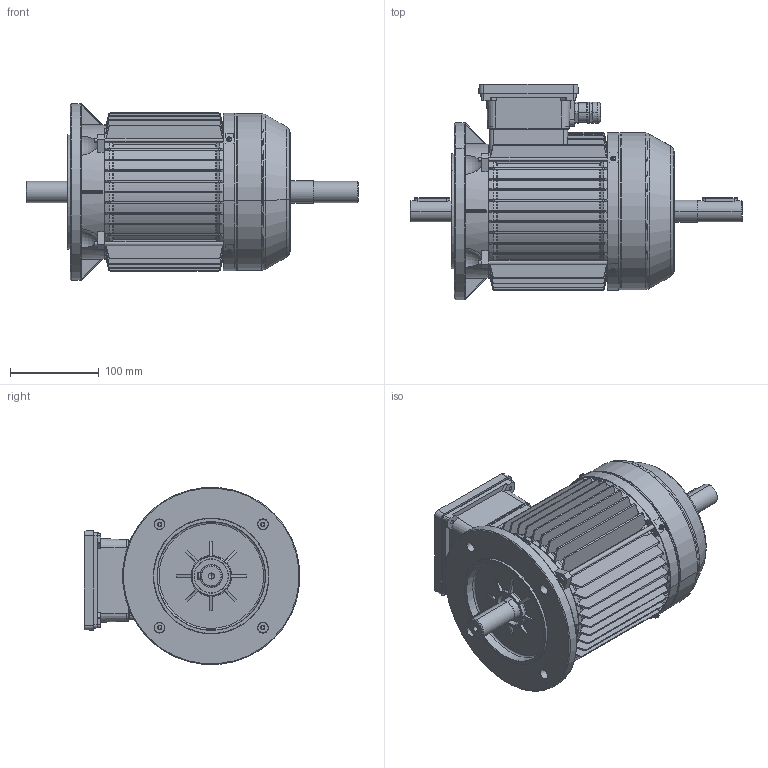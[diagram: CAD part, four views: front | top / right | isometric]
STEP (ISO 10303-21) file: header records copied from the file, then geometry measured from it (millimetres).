
FILE_DESCRIPTION (( 'STEP AP214' ), '1' );
FILE_NAME ('FCA 90S-B5-IC411-2-4-6-8 POLES-DOUBLE SHAFT.STEP', '2024-10-09T11:49:23', ( '' ), ( '' ), 'SwSTEP 2.0', 'SolidWorks 2024', '' );
FILE_SCHEMA (( 'AUTOMOTIVE_DESIGN' ));
Length unit declared in the file: millimetre
Products named in the file (16): Coperchio scatola morsetti 90; Guarnizione scatola-coperchio 90; Ventola 90; pan head cross recess screw_iso_ISO 7045 - M3 x 10 - Z --- 10C; Targhetta motore_LAMIERA ALLUMINIO; Albero C-FC90S; Scudo C90 Ant. e Post.; Carcassa FC90S-B5; Guarnizione scatola-motore 90; PRESSACAVO M20; FCA 90S-B5-IC411-2-4-6-8 POLES-DOUBLE SHAFT; Coprimorsettiera 90_STANDARD DEFINITIVO-1 FORO CENTRALE M20; Copriventola 90; parallel_din_Parallel key A8 x 7 x 40 DIN 6885; Tirante 90S - B14_90L B5; Flangia FC90 B3B5_Cuscinetto_6205
Assembly tree (23 placements, depth 2):
  FCA 90S-B5-IC411-2-4-6-8 POLES-DOUBLE SHAFT
    Albero C-FC90S  x2
    Scudo C90 Ant. e Post.
    Flangia FC90 B3B5_Cuscinetto_6205
    Ventola 90
    Copriventola 90
    parallel_din_Parallel key A8 x 7 x 40 DIN 6885  x2
    pan head cross recess screw_iso_ISO 7045 - M3 x 10 - Z --- 10C  x4
    Tirante 90S - B14_90L B5  x4
    Targhetta motore_LAMIERA ALLUMINIO
    PRESSACAVO M20
    Guarnizione scatola-coperchio 90
    Carcassa FC90S-B5
    Guarnizione scatola-motore 90
    Coprimorsettiera 90_STANDARD DEFINITIVO-1 FORO CENTRALE M20
    Coperchio scatola morsetti 90
Bounding box: 374 x 242.62 x 199.24 mm (x, y, z)
Volume: 1446603.3 mm3; surface area: 807579.3 mm2
Topology: 23 solids, 24 shells, 3785 faces, 10157 edges, 6366 vertices
Faces by surface type: plane 1492, cylinder 904, cone 464, bspline 462, torus 455, sphere 8
Entity records: 134475 total; most frequent: CARTESIAN_POINT 48609, ORIENTED_EDGE 19094, DIRECTION 16368, EDGE_CURVE 9547, VERTEX_POINT 6059, AXIS2_PLACEMENT_3D 6014, VECTOR 4340, LINE 4340
